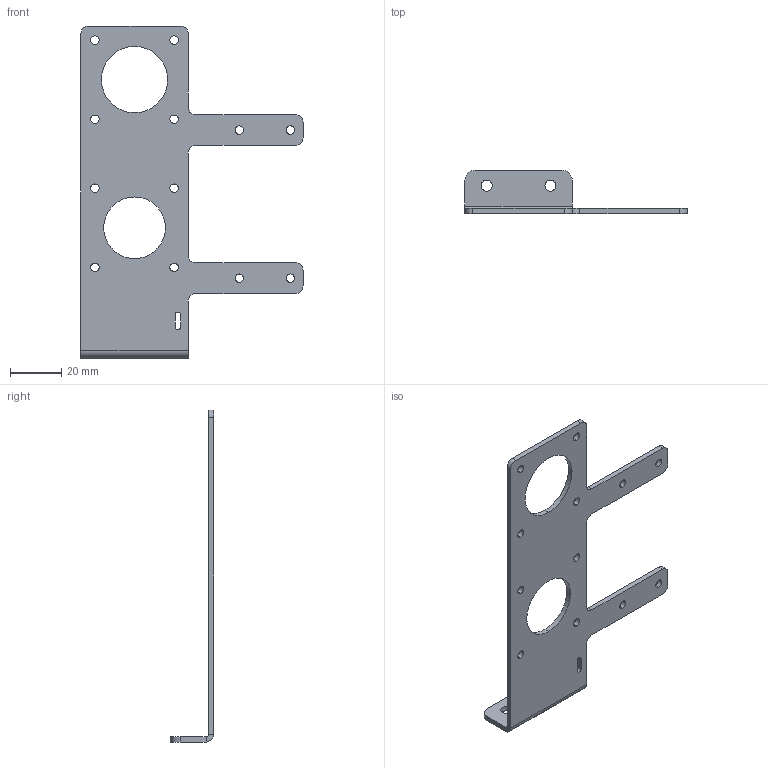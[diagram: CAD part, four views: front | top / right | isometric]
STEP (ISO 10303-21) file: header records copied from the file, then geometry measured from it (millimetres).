
FILE_DESCRIPTION (( 'STEP AP203' ), '1' );
FILE_NAME ('Feeder Mount.STEP', '2018-10-07T17:33:43', ( '' ), ( '' ), 'SwSTEP 2.0', 'SolidWorks 2018', '' );
FILE_SCHEMA (( 'CONFIG_CONTROL_DESIGN' ));
Length unit declared in the file: millimetre
Products named in the file (1): Feeder Mount
Bounding box: 87 x 17 x 130 mm (x, y, z)
Volume: 11978.8 mm3; surface area: 13701.3 mm2
Topology: 1 solids, 1 shells, 71 faces, 199 edges, 130 vertices
Faces by surface type: cylinder 49, plane 22
Entity records: 2472 total; most frequent: DIRECTION 441, CARTESIAN_POINT 401, ORIENTED_EDGE 398, EDGE_CURVE 199, AXIS2_PLACEMENT_3D 170, VERTEX_POINT 130, EDGE_LOOP 105, LINE 101
